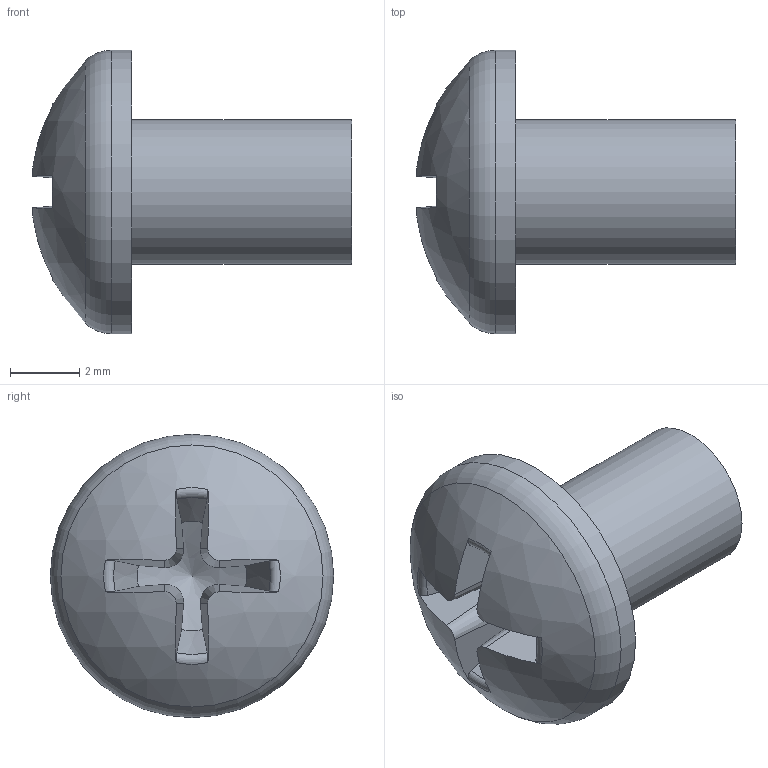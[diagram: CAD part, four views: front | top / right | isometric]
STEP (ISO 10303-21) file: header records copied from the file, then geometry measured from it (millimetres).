
FILE_DESCRIPTION(/* description */ ('Cross Recessed Pan Head Machine Screw - Type II'),/* implementation_level */ '2;1');
FILE_NAME(/* name */ 'ANSI B18.6.3 - 8-36 UNF - 0.25(7).ipt.stp',/* time_stamp */ '2016-01-07T16:43:10-08:00',/* author */ ('Phil'),/* organization */ (''),/* preprocessor_version */ 'ST-DEVELOPER v16.1',/* originating_system */ 'Autodesk Inventor 2016',/* authorisation */ '');
FILE_SCHEMA (('AUTOMOTIVE_DESIGN { 1 0 10303 214 3 1 1 }'));
Length unit declared in the file: inch
Products named in the file (1): ANSI B18.6.3 - 8-36 UNF - 0.25(7)
Bounding box: 9.21 x 8.18 x 8.18 mm (x, y, z)
Volume: 180.4 mm3; surface area: 250.9 mm2
Topology: 1 solids, 1 shells, 28 faces, 72 edges, 47 vertices
Faces by surface type: cone 10, plane 10, torus 5, cylinder 2, sphere 1
Full cylindrical faces by diameter (mm): 4.166 x1, 8.179 x1
Entity records: 986 total; most frequent: CARTESIAN_POINT 357, ORIENTED_EDGE 132, DIRECTION 118, EDGE_CURVE 66, AXIS2_PLACEMENT_3D 55, VERTEX_POINT 46, EDGE_LOOP 34, FACE_OUTER_BOUND 28
